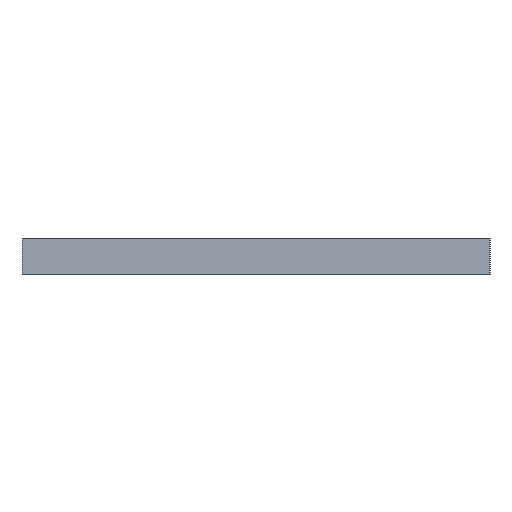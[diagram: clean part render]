
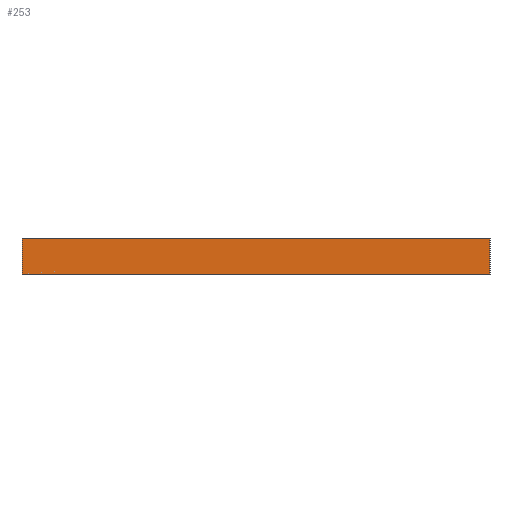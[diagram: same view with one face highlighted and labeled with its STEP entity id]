
A CAD part, left-side view. The second image highlights one B-rep face of the part: STEP entity #253.
In plain terms, the highlighted planar face has unit normal (-1, 0, 0).
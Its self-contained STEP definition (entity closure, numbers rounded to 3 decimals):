
#138 = LINE ( 'NONE', #2184, #2061 ) ;
#214 = ORIENTED_EDGE ( 'NONE', *, *, #888, .F. ) ;
#253 = ADVANCED_FACE ( 'NONE', ( #2174 ), #1762, .F. ) ;
#259 = VERTEX_POINT ( 'NONE', #1540 ) ;
#361 = EDGE_CURVE ( 'NONE', #259, #529, #432, .T. ) ;
#380 = CARTESIAN_POINT ( 'NONE',  ( -62.5, 32.5, 0. ) ) ;
#432 = LINE ( 'NONE', #380, #2181 ) ;
#461 = VERTEX_POINT ( 'NONE', #1901 ) ;
#529 = VERTEX_POINT ( 'NONE', #1661 ) ;
#595 = EDGE_CURVE ( 'NONE', #2121, #461, #138, .T. ) ;
#723 = CARTESIAN_POINT ( 'NONE',  ( -62.5, 32.5, 5. ) ) ;
#888 = EDGE_CURVE ( 'NONE', #461, #529, #1692, .T. ) ;
#987 = VECTOR ( 'NONE', #2117, 1000. ) ;
#995 = EDGE_LOOP ( 'NONE', ( #1462, #214, #1387, #1097 ) ) ;
#1039 = EDGE_CURVE ( 'NONE', #2121, #259, #1335, .T. ) ;
#1097 = ORIENTED_EDGE ( 'NONE', *, *, #1039, .T. ) ;
#1156 = CARTESIAN_POINT ( 'NONE',  ( -62.5, 32.5, 5. ) ) ;
#1167 = DIRECTION ( 'NONE',  ( 0., -1., 0. ) ) ;
#1335 = LINE ( 'NONE', #723, #1487 ) ;
#1387 = ORIENTED_EDGE ( 'NONE', *, *, #595, .F. ) ;
#1462 = ORIENTED_EDGE ( 'NONE', *, *, #361, .T. ) ;
#1468 = CARTESIAN_POINT ( 'NONE',  ( -62.5, -32.5, 5. ) ) ;
#1487 = VECTOR ( 'NONE', #1946, 1000. ) ;
#1540 = CARTESIAN_POINT ( 'NONE',  ( -62.5, 32.5, 0. ) ) ;
#1661 = CARTESIAN_POINT ( 'NONE',  ( -62.5, -32.5, 0. ) ) ;
#1692 = LINE ( 'NONE', #1468, #987 ) ;
#1762 = PLANE ( 'NONE',  #2604 ) ;
#1901 = CARTESIAN_POINT ( 'NONE',  ( -62.5, -32.5, 5. ) ) ;
#1940 = DIRECTION ( 'NONE',  ( 0., 1., 0. ) ) ;
#1946 = DIRECTION ( 'NONE',  ( 0., 0., -1. ) ) ;
#1985 = CARTESIAN_POINT ( 'NONE',  ( -62.5, 32.5, 5. ) ) ;
#2061 = VECTOR ( 'NONE', #1167, 1000. ) ;
#2117 = DIRECTION ( 'NONE',  ( 0., 0., -1. ) ) ;
#2121 = VERTEX_POINT ( 'NONE', #1985 ) ;
#2174 = FACE_OUTER_BOUND ( 'NONE', #995, .T. ) ;
#2181 = VECTOR ( 'NONE', #2448, 1000. ) ;
#2184 = CARTESIAN_POINT ( 'NONE',  ( -62.5, 32.5, 5. ) ) ;
#2448 = DIRECTION ( 'NONE',  ( 0., -1., 0. ) ) ;
#2584 = DIRECTION ( 'NONE',  ( 1., 0., 0. ) ) ;
#2604 = AXIS2_PLACEMENT_3D ( 'NONE', #1156, #2584, #1940 ) ;
